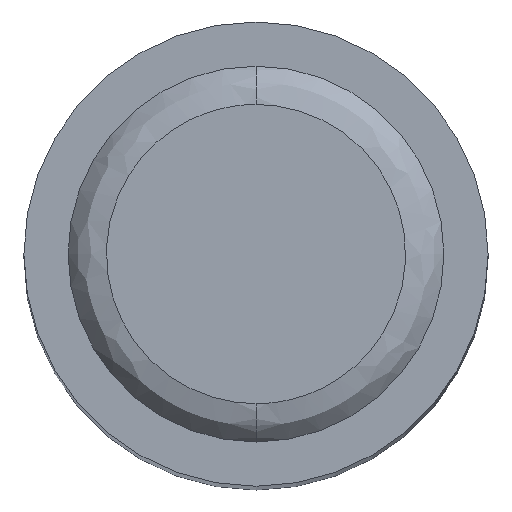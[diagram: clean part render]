
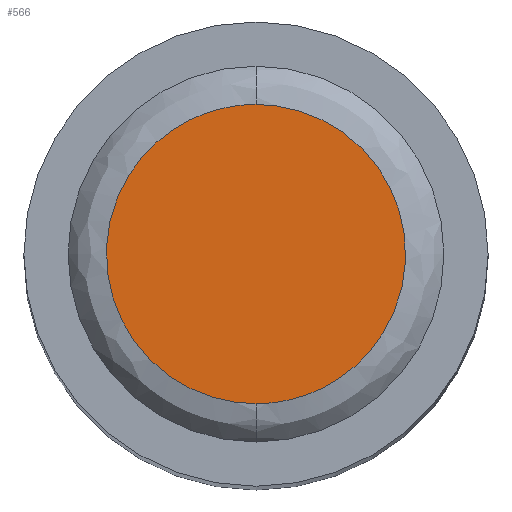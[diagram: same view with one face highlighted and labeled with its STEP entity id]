
A CAD part, top view. The second image highlights one B-rep face of the part: STEP entity #566.
In plain terms, the highlighted planar face has unit normal (0, 0, 1).
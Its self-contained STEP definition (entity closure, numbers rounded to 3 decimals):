
#123 = CARTESIAN_POINT ( 'NONE',  ( -6.768, 3.384, 49. ) ) ;
#145 = AXIS2_PLACEMENT_3D ( 'NONE', #511, #571, #284 ) ;
#172 = EDGE_CURVE ( 'NONE', #654, #646, #606, .T. ) ;
#276 = CARTESIAN_POINT ( 'NONE',  ( 0., 3.384, 49. ) ) ;
#284 = DIRECTION ( 'NONE',  ( 1., 0., 0. ) ) ;
#289 = CARTESIAN_POINT ( 'NONE',  ( 0., -3.384, 49. ) ) ;
#342 = FACE_OUTER_BOUND ( 'NONE', #544, .T. ) ;
#418 = CARTESIAN_POINT ( 'NONE',  ( 0., -3.384, 49. ) ) ;
#436 = CARTESIAN_POINT ( 'NONE',  ( 0., 3.384, 49. ) ) ;
#511 = CARTESIAN_POINT ( 'NONE',  ( 0., 0., 49. ) ) ;
#527 = CARTESIAN_POINT ( 'NONE',  ( 0., -3.384, 49. ) ) ;
#534 =( BOUNDED_CURVE ( )  B_SPLINE_CURVE ( 3, ( #436, #588, #683, #418 ),
 .UNSPECIFIED., .F., .T. ) 
 B_SPLINE_CURVE_WITH_KNOTS ( ( 4, 4 ),
 ( 0., 0.5 ),
 .UNSPECIFIED. ) 
 CURVE ( )  GEOMETRIC_REPRESENTATION_ITEM ( )  RATIONAL_B_SPLINE_CURVE ( ( 1., 0.333, 0.333, 1. ) ) 
 REPRESENTATION_ITEM ( '' )  );
#541 = ORIENTED_EDGE ( 'NONE', *, *, #707, .F. ) ;
#544 = EDGE_LOOP ( 'NONE', ( #704, #541 ) ) ;
#566 = ADVANCED_FACE ( 'NONE', ( #342 ), #631, .T. ) ;
#571 = DIRECTION ( 'NONE',  ( 0., 0., 1. ) ) ;
#577 = CARTESIAN_POINT ( 'NONE',  ( -6.768, -3.384, 49. ) ) ;
#588 = CARTESIAN_POINT ( 'NONE',  ( 6.768, 3.384, 49. ) ) ;
#606 =( BOUNDED_CURVE ( )  B_SPLINE_CURVE ( 3, ( #289, #577, #123, #276 ),
 .UNSPECIFIED., .F., .T. ) 
 B_SPLINE_CURVE_WITH_KNOTS ( ( 4, 4 ),
 ( 0.5, 1. ),
 .UNSPECIFIED. ) 
 CURVE ( )  GEOMETRIC_REPRESENTATION_ITEM ( )  RATIONAL_B_SPLINE_CURVE ( ( 1., 0.333, 0.333, 1. ) ) 
 REPRESENTATION_ITEM ( '' )  );
#631 = PLANE ( 'NONE',  #145 ) ;
#646 = VERTEX_POINT ( 'NONE', #688 ) ;
#654 = VERTEX_POINT ( 'NONE', #527 ) ;
#683 = CARTESIAN_POINT ( 'NONE',  ( 6.768, -3.384, 49. ) ) ;
#688 = CARTESIAN_POINT ( 'NONE',  ( 0., 3.384, 49. ) ) ;
#704 = ORIENTED_EDGE ( 'NONE', *, *, #172, .F. ) ;
#707 = EDGE_CURVE ( 'NONE', #646, #654, #534, .T. ) ;
